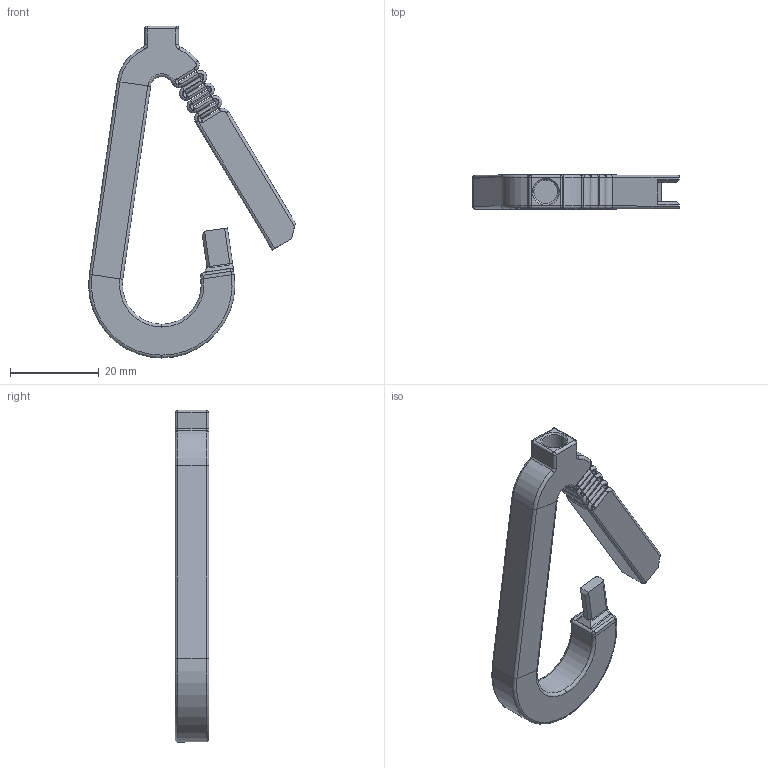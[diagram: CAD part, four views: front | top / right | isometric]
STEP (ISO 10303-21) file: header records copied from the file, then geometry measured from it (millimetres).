
FILE_DESCRIPTION (( 'STEP AP214' ), '1' );
FILE_NAME ('ASSM - Hook 2.1.STEP', '2024-10-27T21:56:12', ( '' ), ( '' ), 'SwSTEP 2.0', 'SolidWorks 2023', '' );
FILE_SCHEMA (( 'AUTOMOTIVE_DESIGN' ));
Length unit declared in the file: millimetre
Products named in the file (2): ASSM - Hook 2.1; Carabiner^ASSM - Hook 2.1
Assembly tree (1 placements, depth 2):
  ASSM - Hook 2.1
    Carabiner^ASSM - Hook 2.1
Bounding box: 46.67 x 7.62 x 74.93 mm (x, y, z)
Volume: 8317.5 mm3; surface area: 5474.3 mm2
Topology: 1 solids, 1 shells, 244 faces, 553 edges, 304 vertices
Faces by surface type: cylinder 96, torus 67, plane 67, bspline 8, cone 6
Entity records: 6923 total; most frequent: CARTESIAN_POINT 1411, DIRECTION 1274, ORIENTED_EDGE 1090, EDGE_CURVE 545, AXIS2_PLACEMENT_3D 515, VERTEX_POINT 304, CIRCLE 275, EDGE_LOOP 245
